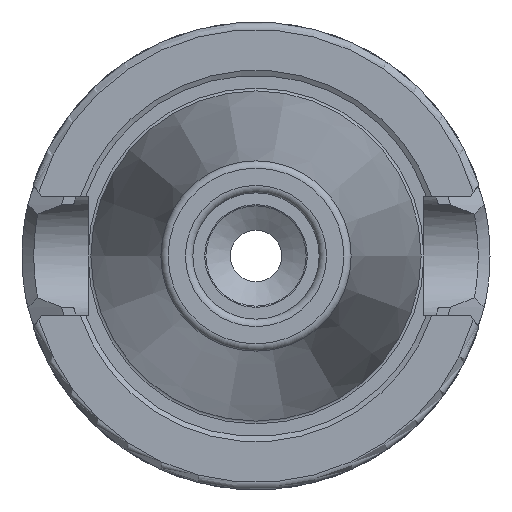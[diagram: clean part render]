
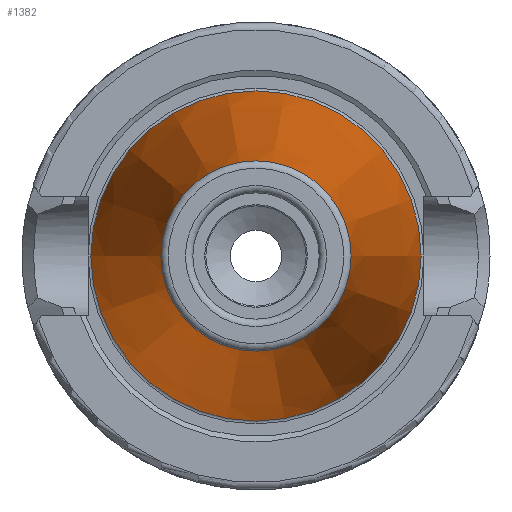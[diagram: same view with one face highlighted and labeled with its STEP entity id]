
A CAD part, left-side view. The second image highlights one B-rep face of the part: STEP entity #1382.
In plain terms, the highlighted conical face has half-angle 8.297 degrees and reference radius 17.519 mm.
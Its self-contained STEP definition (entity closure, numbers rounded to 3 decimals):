
#107=CONICAL_SURFACE('',#1580,17.519,0.145);
#179=FACE_OUTER_BOUND('',#259,.T.);
#259=EDGE_LOOP('',(#1265,#1266,#1267,#1268,#1269,#1270,#1271));
#326=LINE('',#2701,#392);
#392=VECTOR('',#2011,17.519);
#497=CIRCLE('',#1576,12.812);
#498=CIRCLE('',#1577,12.812);
#499=CIRCLE('',#1578,12.812);
#501=CIRCLE('',#1581,22.225);
#502=CIRCLE('',#1582,22.225);
#644=VERTEX_POINT('',#2689);
#645=VERTEX_POINT('',#2690);
#646=VERTEX_POINT('',#2692);
#647=VERTEX_POINT('',#2697);
#648=VERTEX_POINT('',#2698);
#852=EDGE_CURVE('',#644,#645,#497,.T.);
#853=EDGE_CURVE('',#646,#644,#498,.T.);
#854=EDGE_CURVE('',#645,#646,#499,.T.);
#856=EDGE_CURVE('',#647,#648,#501,.T.);
#857=EDGE_CURVE('',#648,#647,#502,.T.);
#858=EDGE_CURVE('',#648,#646,#326,.T.);
#1265=ORIENTED_EDGE('',*,*,#856,.F.);
#1266=ORIENTED_EDGE('',*,*,#857,.F.);
#1267=ORIENTED_EDGE('',*,*,#858,.T.);
#1268=ORIENTED_EDGE('',*,*,#853,.T.);
#1269=ORIENTED_EDGE('',*,*,#852,.T.);
#1270=ORIENTED_EDGE('',*,*,#854,.T.);
#1271=ORIENTED_EDGE('',*,*,#858,.F.);
#1382=ADVANCED_FACE('',(#179),#107,.T.);
#1576=AXIS2_PLACEMENT_3D('',#2691,#1997,#1998);
#1577=AXIS2_PLACEMENT_3D('',#2693,#1999,#2000);
#1578=AXIS2_PLACEMENT_3D('',#2694,#2001,#2002);
#1580=AXIS2_PLACEMENT_3D('',#2696,#2005,#2006);
#1581=AXIS2_PLACEMENT_3D('',#2699,#2007,#2008);
#1582=AXIS2_PLACEMENT_3D('',#2700,#2009,#2010);
#1997=DIRECTION('center_axis',(1.,0.,0.));
#1998=DIRECTION('ref_axis',(0.,0.,-1.));
#1999=DIRECTION('center_axis',(1.,0.,0.));
#2000=DIRECTION('ref_axis',(0.,0.,-1.));
#2001=DIRECTION('center_axis',(1.,0.,0.));
#2002=DIRECTION('ref_axis',(0.,0.,-1.));
#2005=DIRECTION('center_axis',(1.,0.,0.));
#2006=DIRECTION('ref_axis',(0.,1.,0.));
#2007=DIRECTION('center_axis',(1.,0.,0.));
#2008=DIRECTION('ref_axis',(0.,0.,-1.));
#2009=DIRECTION('center_axis',(1.,0.,0.));
#2010=DIRECTION('ref_axis',(0.,0.,-1.));
#2011=DIRECTION('',(-0.99,0.144,0.));
#2689=CARTESIAN_POINT('',(-64.544,12.812,0.));
#2690=CARTESIAN_POINT('',(-64.544,0.,12.812));
#2691=CARTESIAN_POINT('Origin',(-64.544,0.,0.));
#2692=CARTESIAN_POINT('',(-64.544,-12.812,0.));
#2693=CARTESIAN_POINT('Origin',(-64.544,0.,0.));
#2694=CARTESIAN_POINT('Origin',(-64.544,0.,0.));
#2696=CARTESIAN_POINT('Origin',(-32.272,0.,0.));
#2697=CARTESIAN_POINT('',(0.,22.225,0.));
#2698=CARTESIAN_POINT('',(0.,-22.225,0.));
#2699=CARTESIAN_POINT('Origin',(0.,0.,0.));
#2700=CARTESIAN_POINT('Origin',(0.,0.,0.));
#2701=CARTESIAN_POINT('',(-32.272,-17.519,0.));
